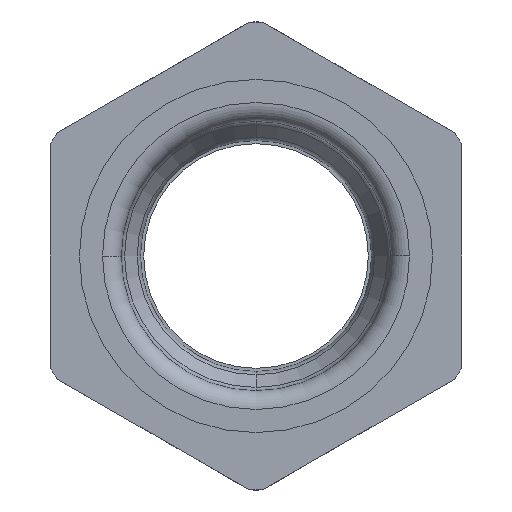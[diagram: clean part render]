
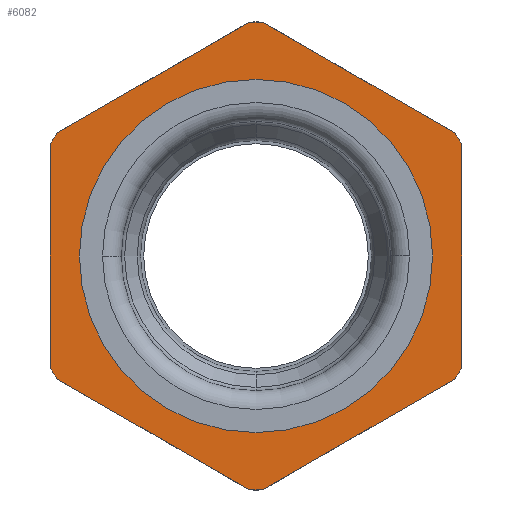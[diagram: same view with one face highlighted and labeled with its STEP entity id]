
A CAD part, front view. The second image highlights one B-rep face of the part: STEP entity #6082.
In plain terms, the highlighted planar face has unit normal (0, -1, 0).
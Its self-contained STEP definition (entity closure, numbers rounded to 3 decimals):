
#58 = CARTESIAN_POINT ( 'NONE',  ( 0., -7.75, 0. ) ) ;
#61 = CARTESIAN_POINT ( 'NONE',  ( 0., -7.75, 0. ) ) ;
#95 = CIRCLE ( 'NONE', #4237, 18.75 ) ;
#153 = CARTESIAN_POINT ( 'NONE',  ( -15.963, -7.75, -9.837 ) ) ;
#240 = DIRECTION ( 'NONE',  ( 0., -1., 0. ) ) ;
#371 = FACE_BOUND ( 'NONE', #4033, .T. ) ;
#379 = CIRCLE ( 'NONE', #3910, 18.75 ) ;
#519 = ORIENTED_EDGE ( 'NONE', *, *, #2266, .T. ) ;
#557 = EDGE_CURVE ( 'NONE', #3677, #3426, #95, .T. ) ;
#599 = VERTEX_POINT ( 'NONE', #7613 ) ;
#869 = VERTEX_POINT ( 'NONE', #7186 ) ;
#873 = EDGE_CURVE ( 'NONE', #599, #1671, #2566, .T. ) ;
#1077 = DIRECTION ( 'NONE',  ( -1., 0., 0. ) ) ;
#1095 = CARTESIAN_POINT ( 'NONE',  ( -0.537, -7.75, -18.742 ) ) ;
#1134 = LINE ( 'NONE', #4876, #7247 ) ;
#1190 = EDGE_CURVE ( 'NONE', #1663, #3677, #3237, .T. ) ;
#1288 = CARTESIAN_POINT ( 'NONE',  ( 0., -7.75, 0. ) ) ;
#1325 = DIRECTION ( 'NONE',  ( 0., 1., 0. ) ) ;
#1460 = DIRECTION ( 'NONE',  ( -0.866, 0., 0.5 ) ) ;
#1548 = AXIS2_PLACEMENT_3D ( 'NONE', #58, #4323, #4346 ) ;
#1663 = VERTEX_POINT ( 'NONE', #4593 ) ;
#1671 = VERTEX_POINT ( 'NONE', #5854 ) ;
#1788 = DIRECTION ( 'NONE',  ( -0.866, 0., -0.5 ) ) ;
#1942 = CARTESIAN_POINT ( 'NONE',  ( 0., -7.75, 0. ) ) ;
#1995 = CARTESIAN_POINT ( 'NONE',  ( 0., -7.75, 0. ) ) ;
#2202 = ORIENTED_EDGE ( 'NONE', *, *, #4246, .T. ) ;
#2206 = DIRECTION ( 'NONE',  ( 0., -1., 0. ) ) ;
#2262 = ORIENTED_EDGE ( 'NONE', *, *, #4945, .T. ) ;
#2266 = EDGE_CURVE ( 'NONE', #3426, #2397, #3311, .T. ) ;
#2283 = LINE ( 'NONE', #4340, #4376 ) ;
#2366 = CIRCLE ( 'NONE', #5242, 13.39 ) ;
#2383 = DIRECTION ( 'NONE',  ( -1., 0., 0. ) ) ;
#2391 = CARTESIAN_POINT ( 'NONE',  ( 0.537, -7.75, 18.742 ) ) ;
#2397 = VERTEX_POINT ( 'NONE', #4394 ) ;
#2409 = DIRECTION ( 'NONE',  ( 0., 0., -1. ) ) ;
#2541 = CARTESIAN_POINT ( 'NONE',  ( -18.75, -7.75, 0. ) ) ;
#2566 = LINE ( 'NONE', #7293, #5826 ) ;
#2568 = ORIENTED_EDGE ( 'NONE', *, *, #6448, .T. ) ;
#2660 = AXIS2_PLACEMENT_3D ( 'NONE', #1288, #7298, #3615 ) ;
#2683 = EDGE_CURVE ( 'NONE', #2397, #6614, #5990, .T. ) ;
#2913 = DIRECTION ( 'NONE',  ( 0., -1., 0. ) ) ;
#3128 = DIRECTION ( 'NONE',  ( 0.866, 0., 0.5 ) ) ;
#3147 = VECTOR ( 'NONE', #1460, 1000. ) ;
#3163 = LINE ( 'NONE', #6633, #6898 ) ;
#3215 = CARTESIAN_POINT ( 'NONE',  ( 15.963, -7.75, -9.837 ) ) ;
#3222 = VECTOR ( 'NONE', #1788, 1000. ) ;
#3237 = LINE ( 'NONE', #3800, #3147 ) ;
#3311 = LINE ( 'NONE', #7873, #3222 ) ;
#3426 = VERTEX_POINT ( 'NONE', #5698 ) ;
#3513 = DIRECTION ( 'NONE',  ( 1., 0., 0. ) ) ;
#3615 = DIRECTION ( 'NONE',  ( 1., 0., 0. ) ) ;
#3677 = VERTEX_POINT ( 'NONE', #2391 ) ;
#3748 = VERTEX_POINT ( 'NONE', #7369 ) ;
#3753 = ORIENTED_EDGE ( 'NONE', *, *, #4202, .T. ) ;
#3800 = CARTESIAN_POINT ( 'NONE',  ( 0., -7.75, 19.053 ) ) ;
#3811 = DIRECTION ( 'NONE',  ( 1., 0., 0. ) ) ;
#3892 = ORIENTED_EDGE ( 'NONE', *, *, #5603, .T. ) ;
#3910 = AXIS2_PLACEMENT_3D ( 'NONE', #1995, #240, #6268 ) ;
#3931 = VERTEX_POINT ( 'NONE', #153 ) ;
#4033 = EDGE_LOOP ( 'NONE', ( #7027, #4813 ) ) ;
#4060 = AXIS2_PLACEMENT_3D ( 'NONE', #7764, #2206, #1077 ) ;
#4202 = EDGE_CURVE ( 'NONE', #6614, #4756, #3163, .T. ) ;
#4237 = AXIS2_PLACEMENT_3D ( 'NONE', #1942, #4337, #3811 ) ;
#4246 = EDGE_CURVE ( 'NONE', #4756, #3931, #7373, .T. ) ;
#4294 = DIRECTION ( 'NONE',  ( 0., -1., 0. ) ) ;
#4300 = EDGE_CURVE ( 'NONE', #7419, #599, #4493, .T. ) ;
#4323 = DIRECTION ( 'NONE',  ( 0., -1., 0. ) ) ;
#4337 = DIRECTION ( 'NONE',  ( 0., -1., 0. ) ) ;
#4340 = CARTESIAN_POINT ( 'NONE',  ( 16.5, -7.75, -9.526 ) ) ;
#4341 = ORIENTED_EDGE ( 'NONE', *, *, #873, .T. ) ;
#4346 = DIRECTION ( 'NONE',  ( 1., 0., 0. ) ) ;
#4376 = VECTOR ( 'NONE', #3128, 1000. ) ;
#4394 = CARTESIAN_POINT ( 'NONE',  ( -15.963, -7.75, 9.837 ) ) ;
#4493 = CIRCLE ( 'NONE', #1548, 18.75 ) ;
#4577 = CARTESIAN_POINT ( 'NONE',  ( -16.5, -7.75, 8.906 ) ) ;
#4593 = CARTESIAN_POINT ( 'NONE',  ( 15.963, -7.75, 9.837 ) ) ;
#4665 = AXIS2_PLACEMENT_3D ( 'NONE', #4940, #4294, #6714 ) ;
#4718 = CARTESIAN_POINT ( 'NONE',  ( 0., -7.75, 0. ) ) ;
#4756 = VERTEX_POINT ( 'NONE', #5317 ) ;
#4813 = ORIENTED_EDGE ( 'NONE', *, *, #5970, .F. ) ;
#4819 = ORIENTED_EDGE ( 'NONE', *, *, #1190, .T. ) ;
#4876 = CARTESIAN_POINT ( 'NONE',  ( 0., -7.75, -19.053 ) ) ;
#4893 = DIRECTION ( 'NONE',  ( 0., -1., 0. ) ) ;
#4940 = CARTESIAN_POINT ( 'NONE',  ( 0., -7.75, 0. ) ) ;
#4945 = EDGE_CURVE ( 'NONE', #869, #7419, #2283, .T. ) ;
#5232 = ORIENTED_EDGE ( 'NONE', *, *, #5345, .T. ) ;
#5242 = AXIS2_PLACEMENT_3D ( 'NONE', #61, #4893, #2383 ) ;
#5265 = EDGE_CURVE ( 'NONE', #5651, #3748, #6110, .T. ) ;
#5317 = CARTESIAN_POINT ( 'NONE',  ( -16.5, -7.75, -8.906 ) ) ;
#5345 = EDGE_CURVE ( 'NONE', #7223, #869, #7922, .T. ) ;
#5353 = ORIENTED_EDGE ( 'NONE', *, *, #2683, .T. ) ;
#5371 = ORIENTED_EDGE ( 'NONE', *, *, #557, .T. ) ;
#5585 = DIRECTION ( 'NONE',  ( -1., 0., 0. ) ) ;
#5603 = EDGE_CURVE ( 'NONE', #1671, #1663, #379, .T. ) ;
#5631 = ORIENTED_EDGE ( 'NONE', *, *, #4300, .T. ) ;
#5651 = VERTEX_POINT ( 'NONE', #6923 ) ;
#5698 = CARTESIAN_POINT ( 'NONE',  ( -0.537, -7.75, 18.742 ) ) ;
#5826 = VECTOR ( 'NONE', #7864, 1000. ) ;
#5854 = CARTESIAN_POINT ( 'NONE',  ( 16.5, -7.75, 8.906 ) ) ;
#5859 = AXIS2_PLACEMENT_3D ( 'NONE', #4718, #2913, #3513 ) ;
#5970 = EDGE_CURVE ( 'NONE', #3748, #5651, #2366, .T. ) ;
#5990 = CIRCLE ( 'NONE', #2660, 18.75 ) ;
#6082 = ADVANCED_FACE ( 'NONE', ( #371, #7156 ), #7415, .F. ) ;
#6110 = CIRCLE ( 'NONE', #4060, 13.39 ) ;
#6157 = DIRECTION ( 'NONE',  ( 0.866, 0., -0.5 ) ) ;
#6268 = DIRECTION ( 'NONE',  ( 1., 0., 0. ) ) ;
#6448 = EDGE_CURVE ( 'NONE', #3931, #7223, #1134, .T. ) ;
#6471 = AXIS2_PLACEMENT_3D ( 'NONE', #2541, #1325, #5585 ) ;
#6614 = VERTEX_POINT ( 'NONE', #4577 ) ;
#6633 = CARTESIAN_POINT ( 'NONE',  ( -16.5, -7.75, -9.526 ) ) ;
#6714 = DIRECTION ( 'NONE',  ( 1., 0., 0. ) ) ;
#6898 = VECTOR ( 'NONE', #2409, 1000. ) ;
#6923 = CARTESIAN_POINT ( 'NONE',  ( 13.39, -7.75, 0. ) ) ;
#7027 = ORIENTED_EDGE ( 'NONE', *, *, #5265, .F. ) ;
#7156 = FACE_OUTER_BOUND ( 'NONE', #7830, .T. ) ;
#7186 = CARTESIAN_POINT ( 'NONE',  ( 0.537, -7.75, -18.742 ) ) ;
#7223 = VERTEX_POINT ( 'NONE', #1095 ) ;
#7247 = VECTOR ( 'NONE', #6157, 1000. ) ;
#7293 = CARTESIAN_POINT ( 'NONE',  ( 16.5, -7.75, 9.526 ) ) ;
#7298 = DIRECTION ( 'NONE',  ( 0., -1., 0. ) ) ;
#7369 = CARTESIAN_POINT ( 'NONE',  ( -13.39, -7.75, 0. ) ) ;
#7373 = CIRCLE ( 'NONE', #4665, 18.75 ) ;
#7415 = PLANE ( 'NONE',  #6471 ) ;
#7419 = VERTEX_POINT ( 'NONE', #3215 ) ;
#7613 = CARTESIAN_POINT ( 'NONE',  ( 16.5, -7.75, -8.906 ) ) ;
#7764 = CARTESIAN_POINT ( 'NONE',  ( 0., -7.75, 0. ) ) ;
#7830 = EDGE_LOOP ( 'NONE', ( #2262, #5631, #4341, #3892, #4819, #5371, #519, #5353, #3753, #2202, #2568, #5232 ) ) ;
#7864 = DIRECTION ( 'NONE',  ( 0., 0., 1. ) ) ;
#7873 = CARTESIAN_POINT ( 'NONE',  ( -16.5, -7.75, 9.526 ) ) ;
#7922 = CIRCLE ( 'NONE', #5859, 18.75 ) ;
